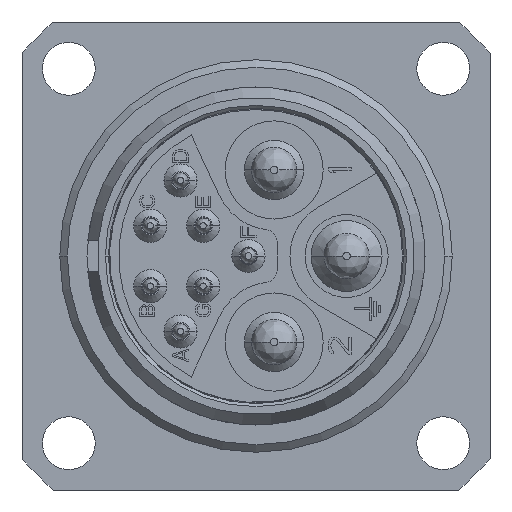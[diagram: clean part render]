
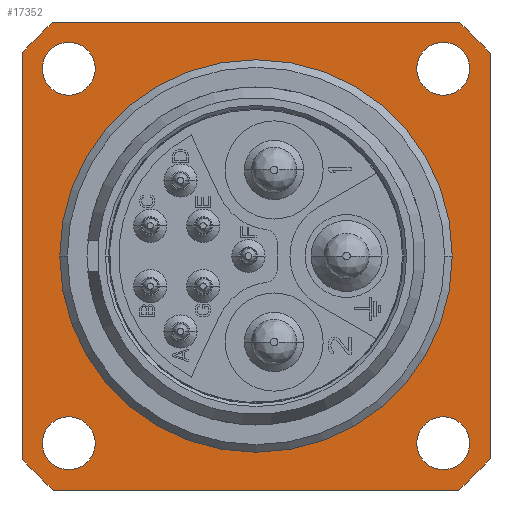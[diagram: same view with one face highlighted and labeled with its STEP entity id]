
A CAD part, left-side view. The second image highlights one B-rep face of the part: STEP entity #17352.
In plain terms, the highlighted planar face has unit normal (-1, 0, 0).
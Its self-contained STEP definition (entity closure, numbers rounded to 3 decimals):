
#310=CARTESIAN_POINT('',(-0.5,0.,0.));
#311=DIRECTION('',(1.,0.,0.));
#312=DIRECTION('',(0.,1.,0.));
#313=AXIS2_PLACEMENT_3D('',#310,#311,#312);
#323=CARTESIAN_POINT('',(-0.5,0.,0.));
#324=DIRECTION('',(1.,0.,0.));
#325=DIRECTION('',(0.,-1.,0.));
#326=AXIS2_PLACEMENT_3D('',#323,#324,#325);
#328=DIRECTION('',(0.,1.,0.));
#329=VECTOR('',#328,26.833);
#330=CARTESIAN_POINT('',(-0.5,-13.416,15.5));
#331=LINE('2199',#330,#329);
#332=CARTESIAN_POINT('',(-0.5,0.,0.));
#333=DIRECTION('',(1.,0.,0.));
#334=DIRECTION('',(0.,-0.654,0.756));
#335=AXIS2_PLACEMENT_3D('',#332,#333,#334);
#337=DIRECTION('',(0.,0.,1.));
#338=VECTOR('',#337,26.833);
#339=CARTESIAN_POINT('',(-0.5,-15.5,-13.416));
#340=LINE('2200',#339,#338);
#341=CARTESIAN_POINT('',(-0.5,0.,0.));
#342=DIRECTION('',(1.,0.,0.));
#343=DIRECTION('',(0.,-0.756,-0.654));
#344=AXIS2_PLACEMENT_3D('',#341,#342,#343);
#346=DIRECTION('',(0.,-1.,0.));
#347=VECTOR('',#346,26.833);
#348=CARTESIAN_POINT('',(-0.5,13.416,-15.5));
#349=LINE('2201',#348,#347);
#350=CARTESIAN_POINT('',(-0.5,0.,0.));
#351=DIRECTION('',(1.,0.,0.));
#352=DIRECTION('',(0.,0.654,-0.756));
#353=AXIS2_PLACEMENT_3D('',#350,#351,#352);
#355=DIRECTION('',(0.,0.,-1.));
#356=VECTOR('',#355,26.833);
#357=CARTESIAN_POINT('',(-0.5,15.5,13.416));
#358=LINE('2202',#357,#356);
#359=CARTESIAN_POINT('',(-0.5,0.,0.));
#360=DIRECTION('',(1.,0.,0.));
#361=DIRECTION('',(0.,0.756,0.654));
#362=AXIS2_PLACEMENT_3D('',#359,#360,#361);
#364=CARTESIAN_POINT('',(-0.5,12.4,-12.4));
#365=DIRECTION('',(-1.,0.,0.));
#366=DIRECTION('',(0.,0.,-1.));
#367=AXIS2_PLACEMENT_3D('',#364,#365,#366);
#369=CARTESIAN_POINT('',(-0.5,12.4,-12.4));
#370=DIRECTION('',(-1.,0.,0.));
#371=DIRECTION('',(0.,0.,1.));
#372=AXIS2_PLACEMENT_3D('',#369,#370,#371);
#374=CARTESIAN_POINT('',(-0.5,12.4,12.4));
#375=DIRECTION('',(-1.,0.,0.));
#376=DIRECTION('',(0.,0.,-1.));
#377=AXIS2_PLACEMENT_3D('',#374,#375,#376);
#379=CARTESIAN_POINT('',(-0.5,12.4,12.4));
#380=DIRECTION('',(-1.,0.,0.));
#381=DIRECTION('',(0.,0.,1.));
#382=AXIS2_PLACEMENT_3D('',#379,#380,#381);
#384=CARTESIAN_POINT('',(-0.5,-12.4,-12.4));
#385=DIRECTION('',(-1.,0.,0.));
#386=DIRECTION('',(0.,0.,-1.));
#387=AXIS2_PLACEMENT_3D('',#384,#385,#386);
#389=CARTESIAN_POINT('',(-0.5,-12.4,-12.4));
#390=DIRECTION('',(-1.,0.,0.));
#391=DIRECTION('',(0.,0.,1.));
#392=AXIS2_PLACEMENT_3D('',#389,#390,#391);
#394=CARTESIAN_POINT('',(-0.5,-12.4,12.4));
#395=DIRECTION('',(-1.,0.,0.));
#396=DIRECTION('',(0.,0.,-1.));
#397=AXIS2_PLACEMENT_3D('',#394,#395,#396);
#399=CARTESIAN_POINT('',(-0.5,-12.4,12.4));
#400=DIRECTION('',(-1.,0.,0.));
#401=DIRECTION('',(0.,0.,1.));
#402=AXIS2_PLACEMENT_3D('',#399,#400,#401);
#13468=CARTESIAN_POINT('',(-0.5,13.,0.));
#13469=VERTEX_POINT('',#13468);
#13470=CARTESIAN_POINT('',(-0.5,-13.,0.));
#13471=VERTEX_POINT('',#13470);
#13488=CARTESIAN_POINT('',(-0.5,12.4,-14.15));
#13489=CARTESIAN_POINT('',(-0.5,12.4,-10.65));
#13490=VERTEX_POINT('',#13488);
#13491=VERTEX_POINT('',#13489);
#13492=CARTESIAN_POINT('',(-0.5,12.4,10.65));
#13493=CARTESIAN_POINT('',(-0.5,12.4,14.15));
#13494=VERTEX_POINT('',#13492);
#13495=VERTEX_POINT('',#13493);
#13496=CARTESIAN_POINT('',(-0.5,-12.4,-14.15));
#13497=CARTESIAN_POINT('',(-0.5,-12.4,-10.65));
#13498=VERTEX_POINT('',#13496);
#13499=VERTEX_POINT('',#13497);
#13500=CARTESIAN_POINT('',(-0.5,-12.4,10.65));
#13501=CARTESIAN_POINT('',(-0.5,-12.4,14.15));
#13502=VERTEX_POINT('',#13500);
#13503=VERTEX_POINT('',#13501);
#13597=CARTESIAN_POINT('',(-0.5,-13.416,15.5));
#13598=CARTESIAN_POINT('',(-0.5,13.416,15.5));
#13599=VERTEX_POINT('',#13597);
#13600=VERTEX_POINT('',#13598);
#13601=CARTESIAN_POINT('',(-0.5,-15.5,-13.416));
#13602=CARTESIAN_POINT('',(-0.5,-15.5,13.416));
#13603=VERTEX_POINT('',#13601);
#13604=VERTEX_POINT('',#13602);
#13605=CARTESIAN_POINT('',(-0.5,13.416,-15.5));
#13606=CARTESIAN_POINT('',(-0.5,-13.416,-15.5));
#13607=VERTEX_POINT('',#13605);
#13608=VERTEX_POINT('',#13606);
#13609=CARTESIAN_POINT('',(-0.5,15.5,13.416));
#13610=CARTESIAN_POINT('',(-0.5,15.5,-13.416));
#13611=VERTEX_POINT('',#13609);
#13612=VERTEX_POINT('',#13610);
#17301=CARTESIAN_POINT('',(-0.5,0.,0.));
#17302=DIRECTION('',(1.,0.,0.));
#17303=DIRECTION('',(0.,0.,-1.));
#17304=AXIS2_PLACEMENT_3D('',#17301,#17302,#17303);
#17305=PLANE('287',#17304);
#17307=ORIENTED_EDGE('2199',*,*,#17306,.F.);
#17309=ORIENTED_EDGE('2260',*,*,#17308,.T.);
#17311=ORIENTED_EDGE('2200',*,*,#17310,.F.);
#17313=ORIENTED_EDGE('2259',*,*,#17312,.T.);
#17315=ORIENTED_EDGE('2201',*,*,#17314,.F.);
#17317=ORIENTED_EDGE('2258',*,*,#17316,.T.);
#17319=ORIENTED_EDGE('2202',*,*,#17318,.F.);
#17321=ORIENTED_EDGE('2247',*,*,#17320,.T.);
#17322=EDGE_LOOP('287',(#17307,#17309,#17311,#17313,#17315,#17317,#17319,
#17321));
#17323=FACE_OUTER_BOUND('287',#17322,.F.);
#17325=ORIENTED_EDGE('2104',*,*,#17324,.T.);
#17327=ORIENTED_EDGE('2105',*,*,#17326,.T.);
#17328=EDGE_LOOP('287',(#17325,#17327));
#17329=FACE_BOUND('287',#17328,.F.);
#17331=ORIENTED_EDGE('2106',*,*,#17330,.T.);
#17333=ORIENTED_EDGE('2107',*,*,#17332,.T.);
#17334=EDGE_LOOP('287',(#17331,#17333));
#17335=FACE_BOUND('287',#17334,.F.);
#17337=ORIENTED_EDGE('2108',*,*,#17336,.T.);
#17339=ORIENTED_EDGE('2109',*,*,#17338,.T.);
#17340=EDGE_LOOP('287',(#17337,#17339));
#17341=FACE_BOUND('287',#17340,.F.);
#17343=ORIENTED_EDGE('2110',*,*,#17342,.T.);
#17345=ORIENTED_EDGE('2111',*,*,#17344,.T.);
#17346=EDGE_LOOP('287',(#17343,#17345));
#17347=FACE_BOUND('287',#17346,.F.);
#17348=ORIENTED_EDGE('2094',*,*,#17266,.F.);
#17349=ORIENTED_EDGE('2095',*,*,#17289,.F.);
#17350=EDGE_LOOP('287',(#17348,#17349));
#17351=FACE_BOUND('287',#17350,.F.);
#314=CIRCLE('2094',#313,13.);
#327=CIRCLE('2095',#326,13.);
#336=CIRCLE('2260',#335,20.5);
#345=CIRCLE('2259',#344,20.5);
#354=CIRCLE('2258',#353,20.5);
#363=CIRCLE('2247',#362,20.5);
#368=CIRCLE('2104',#367,1.75);
#373=CIRCLE('2105',#372,1.75);
#378=CIRCLE('2106',#377,1.75);
#383=CIRCLE('2107',#382,1.75);
#388=CIRCLE('2108',#387,1.75);
#393=CIRCLE('2109',#392,1.75);
#398=CIRCLE('2110',#397,1.75);
#403=CIRCLE('2111',#402,1.75);
#17266=EDGE_CURVE('2094',#13469,#13471,#314,.T.);
#17289=EDGE_CURVE('2095',#13471,#13469,#327,.T.);
#17306=EDGE_CURVE('2199',#13599,#13600,#331,.T.);
#17308=EDGE_CURVE('2260',#13599,#13604,#336,.T.);
#17310=EDGE_CURVE('2200',#13603,#13604,#340,.T.);
#17312=EDGE_CURVE('2259',#13603,#13608,#345,.T.);
#17314=EDGE_CURVE('2201',#13607,#13608,#349,.T.);
#17316=EDGE_CURVE('2258',#13607,#13612,#354,.T.);
#17318=EDGE_CURVE('2202',#13611,#13612,#358,.T.);
#17320=EDGE_CURVE('2247',#13611,#13600,#363,.T.);
#17324=EDGE_CURVE('2104',#13490,#13491,#368,.T.);
#17326=EDGE_CURVE('2105',#13491,#13490,#373,.T.);
#17330=EDGE_CURVE('2106',#13494,#13495,#378,.T.);
#17332=EDGE_CURVE('2107',#13495,#13494,#383,.T.);
#17336=EDGE_CURVE('2108',#13498,#13499,#388,.T.);
#17338=EDGE_CURVE('2109',#13499,#13498,#393,.T.);
#17342=EDGE_CURVE('2110',#13502,#13503,#398,.T.);
#17344=EDGE_CURVE('2111',#13503,#13502,#403,.T.);
#17352=ADVANCED_FACE('287',(#17323,#17329,#17335,#17341,#17347,#17351),#17305,
.F.);
